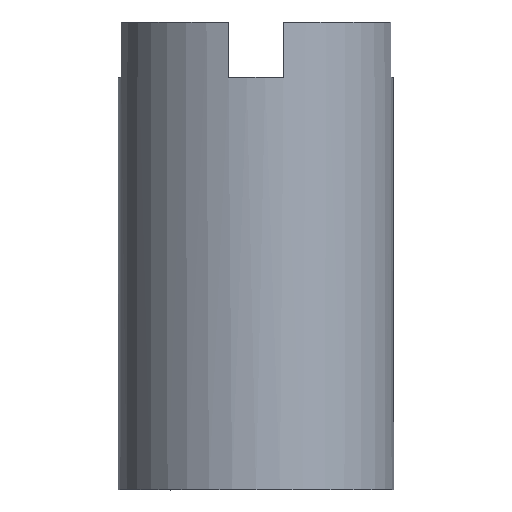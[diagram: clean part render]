
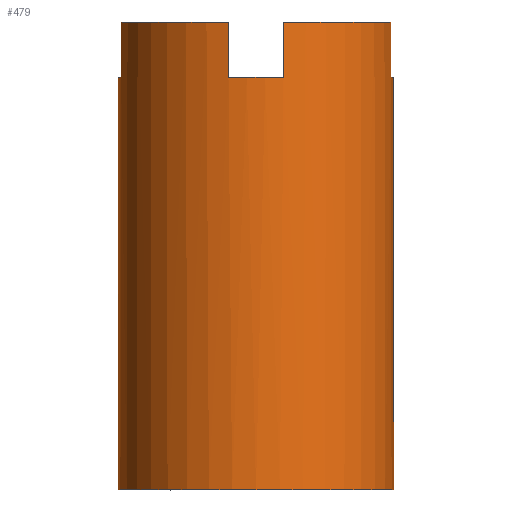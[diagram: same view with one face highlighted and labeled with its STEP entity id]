
A CAD part, front view. The second image highlights one B-rep face of the part: STEP entity #479.
In plain terms, the highlighted cylindrical face has radius 10 mm (diameter 20 mm), a full revolution.
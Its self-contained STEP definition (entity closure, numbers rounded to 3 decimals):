
#57=FACE_OUTER_BOUND('',#83,.T.);
#83=EDGE_LOOP('',(#422,#423,#424,#425,#426,#427,#428,#429,#430,#431,#432,
#433,#434,#435,#436,#437,#438,#439,#440,#441));
#90=CIRCLE('',#504,10.);
#93=CIRCLE('',#510,10.);
#96=CIRCLE('',#516,10.);
#99=CIRCLE('',#522,10.);
#100=CIRCLE('',#529,10.);
#101=CIRCLE('',#530,10.);
#102=CIRCLE('',#531,10.);
#103=CIRCLE('',#532,10.);
#104=CIRCLE('',#533,10.);
#106=CIRCLE('',#539,10.);
#126=LINE('',#832,#164);
#132=LINE('',#851,#170);
#138=LINE('',#870,#176);
#144=LINE('',#889,#182);
#145=LINE('',#892,#183);
#147=LINE('',#896,#185);
#149=LINE('',#900,#187);
#151=LINE('',#904,#189);
#154=LINE('',#1353,#192);
#164=VECTOR('',#574,10.);
#170=VECTOR('',#592,10.);
#176=VECTOR('',#610,10.);
#182=VECTOR('',#628,10.);
#183=VECTOR('',#631,10.);
#185=VECTOR('',#635,10.);
#187=VECTOR('',#639,10.);
#189=VECTOR('',#643,10.);
#192=VECTOR('',#668,10.);
#207=VERTEX_POINT('',#824);
#208=VERTEX_POINT('',#826);
#209=VERTEX_POINT('',#830);
#214=VERTEX_POINT('',#843);
#215=VERTEX_POINT('',#845);
#216=VERTEX_POINT('',#849);
#221=VERTEX_POINT('',#862);
#222=VERTEX_POINT('',#864);
#223=VERTEX_POINT('',#868);
#228=VERTEX_POINT('',#881);
#229=VERTEX_POINT('',#883);
#230=VERTEX_POINT('',#887);
#231=VERTEX_POINT('',#891);
#232=VERTEX_POINT('',#895);
#233=VERTEX_POINT('',#899);
#234=VERTEX_POINT('',#903);
#235=VERTEX_POINT('',#907);
#238=VERTEX_POINT('',#1352);
#255=EDGE_CURVE('',#207,#208,#90,.T.);
#258=EDGE_CURVE('',#207,#209,#126,.T.);
#264=EDGE_CURVE('',#214,#215,#93,.T.);
#267=EDGE_CURVE('',#214,#216,#132,.T.);
#273=EDGE_CURVE('',#221,#222,#96,.T.);
#276=EDGE_CURVE('',#221,#223,#138,.T.);
#282=EDGE_CURVE('',#228,#229,#99,.T.);
#285=EDGE_CURVE('',#228,#230,#144,.T.);
#286=EDGE_CURVE('',#231,#222,#145,.T.);
#288=EDGE_CURVE('',#232,#208,#147,.T.);
#290=EDGE_CURVE('',#233,#215,#149,.T.);
#292=EDGE_CURVE('',#234,#229,#151,.T.);
#294=EDGE_CURVE('',#223,#235,#100,.T.);
#295=EDGE_CURVE('',#209,#231,#101,.T.);
#296=EDGE_CURVE('',#216,#232,#102,.T.);
#297=EDGE_CURVE('',#230,#233,#103,.T.);
#298=EDGE_CURVE('',#235,#234,#104,.T.);
#306=EDGE_CURVE('',#235,#238,#154,.T.);
#307=EDGE_CURVE('',#238,#238,#106,.T.);
#422=ORIENTED_EDGE('',*,*,#290,.T.);
#423=ORIENTED_EDGE('',*,*,#264,.F.);
#424=ORIENTED_EDGE('',*,*,#267,.T.);
#425=ORIENTED_EDGE('',*,*,#296,.T.);
#426=ORIENTED_EDGE('',*,*,#288,.T.);
#427=ORIENTED_EDGE('',*,*,#255,.F.);
#428=ORIENTED_EDGE('',*,*,#258,.T.);
#429=ORIENTED_EDGE('',*,*,#295,.T.);
#430=ORIENTED_EDGE('',*,*,#286,.T.);
#431=ORIENTED_EDGE('',*,*,#273,.F.);
#432=ORIENTED_EDGE('',*,*,#276,.T.);
#433=ORIENTED_EDGE('',*,*,#294,.T.);
#434=ORIENTED_EDGE('',*,*,#306,.T.);
#435=ORIENTED_EDGE('',*,*,#307,.T.);
#436=ORIENTED_EDGE('',*,*,#306,.F.);
#437=ORIENTED_EDGE('',*,*,#298,.T.);
#438=ORIENTED_EDGE('',*,*,#292,.T.);
#439=ORIENTED_EDGE('',*,*,#282,.F.);
#440=ORIENTED_EDGE('',*,*,#285,.T.);
#441=ORIENTED_EDGE('',*,*,#297,.T.);
#454=CYLINDRICAL_SURFACE('',#538,10.);
#479=ADVANCED_FACE('',(#57),#454,.T.);
#504=AXIS2_PLACEMENT_3D('',#827,#568,#569);
#510=AXIS2_PLACEMENT_3D('',#846,#586,#587);
#516=AXIS2_PLACEMENT_3D('',#865,#604,#605);
#522=AXIS2_PLACEMENT_3D('',#884,#622,#623);
#529=AXIS2_PLACEMENT_3D('',#908,#647,#648);
#530=AXIS2_PLACEMENT_3D('',#909,#649,#650);
#531=AXIS2_PLACEMENT_3D('',#910,#651,#652);
#532=AXIS2_PLACEMENT_3D('',#911,#653,#654);
#533=AXIS2_PLACEMENT_3D('',#912,#655,#656);
#538=AXIS2_PLACEMENT_3D('',#1351,#666,#667);
#539=AXIS2_PLACEMENT_3D('',#1354,#669,#670);
#568=DIRECTION('center_axis',(0.,0.,1.));
#569=DIRECTION('ref_axis',(1.,0.,0.));
#574=DIRECTION('',(0.,0.,-1.));
#586=DIRECTION('center_axis',(0.,0.,1.));
#587=DIRECTION('ref_axis',(1.,0.,0.));
#592=DIRECTION('',(0.,0.,-1.));
#604=DIRECTION('center_axis',(0.,0.,1.));
#605=DIRECTION('ref_axis',(1.,0.,0.));
#610=DIRECTION('',(0.,0.,-1.));
#622=DIRECTION('center_axis',(0.,0.,1.));
#623=DIRECTION('ref_axis',(1.,0.,0.));
#628=DIRECTION('',(0.,0.,-1.));
#631=DIRECTION('',(0.,0.,1.));
#635=DIRECTION('',(0.,0.,1.));
#639=DIRECTION('',(0.,0.,1.));
#643=DIRECTION('',(0.,0.,1.));
#647=DIRECTION('center_axis',(0.,0.,-1.));
#648=DIRECTION('ref_axis',(1.,0.,0.));
#649=DIRECTION('center_axis',(0.,0.,-1.));
#650=DIRECTION('ref_axis',(1.,0.,0.));
#651=DIRECTION('center_axis',(0.,0.,-1.));
#652=DIRECTION('ref_axis',(1.,0.,0.));
#653=DIRECTION('center_axis',(0.,0.,-1.));
#654=DIRECTION('ref_axis',(1.,0.,0.));
#655=DIRECTION('center_axis',(0.,0.,-1.));
#656=DIRECTION('ref_axis',(1.,0.,0.));
#666=DIRECTION('center_axis',(0.,0.,1.));
#667=DIRECTION('ref_axis',(1.,0.,0.));
#668=DIRECTION('',(0.,0.,-1.));
#669=DIRECTION('center_axis',(0.,0.,1.));
#670=DIRECTION('ref_axis',(1.,0.,0.));
#824=CARTESIAN_POINT('',(2.,-9.798,34.));
#826=CARTESIAN_POINT('',(9.798,-2.,34.));
#827=CARTESIAN_POINT('Origin',(0.,0.,34.));
#830=CARTESIAN_POINT('',(2.,-9.798,30.));
#832=CARTESIAN_POINT('',(2.,-9.798,0.));
#843=CARTESIAN_POINT('',(9.798,2.,34.));
#845=CARTESIAN_POINT('',(2.,9.798,34.));
#846=CARTESIAN_POINT('Origin',(0.,0.,34.));
#849=CARTESIAN_POINT('',(9.798,2.,30.));
#851=CARTESIAN_POINT('',(9.798,2.,0.));
#862=CARTESIAN_POINT('',(-9.798,-2.,34.));
#864=CARTESIAN_POINT('',(-2.,-9.798,34.));
#865=CARTESIAN_POINT('Origin',(0.,0.,34.));
#868=CARTESIAN_POINT('',(-9.798,-2.,30.));
#870=CARTESIAN_POINT('',(-9.798,-2.,0.));
#881=CARTESIAN_POINT('',(-2.,9.798,34.));
#883=CARTESIAN_POINT('',(-9.798,2.,34.));
#884=CARTESIAN_POINT('Origin',(0.,0.,34.));
#887=CARTESIAN_POINT('',(-2.,9.798,30.));
#889=CARTESIAN_POINT('',(-2.,9.798,0.));
#891=CARTESIAN_POINT('',(-2.,-9.798,30.));
#892=CARTESIAN_POINT('',(-2.,-9.798,0.));
#895=CARTESIAN_POINT('',(9.798,-2.,30.));
#896=CARTESIAN_POINT('',(9.798,-2.,0.));
#899=CARTESIAN_POINT('',(2.,9.798,30.));
#900=CARTESIAN_POINT('',(2.,9.798,0.));
#903=CARTESIAN_POINT('',(-9.798,2.,30.));
#904=CARTESIAN_POINT('',(-9.798,2.,0.));
#907=CARTESIAN_POINT('',(-10.,0.,30.));
#908=CARTESIAN_POINT('Origin',(0.,0.,30.));
#909=CARTESIAN_POINT('Origin',(0.,0.,30.));
#910=CARTESIAN_POINT('Origin',(0.,0.,30.));
#911=CARTESIAN_POINT('Origin',(0.,0.,30.));
#912=CARTESIAN_POINT('Origin',(0.,0.,30.));
#1351=CARTESIAN_POINT('Origin',(0.,0.,0.));
#1352=CARTESIAN_POINT('',(-10.,0.,0.));
#1353=CARTESIAN_POINT('',(-10.,0.,0.));
#1354=CARTESIAN_POINT('Origin',(0.,0.,0.));
